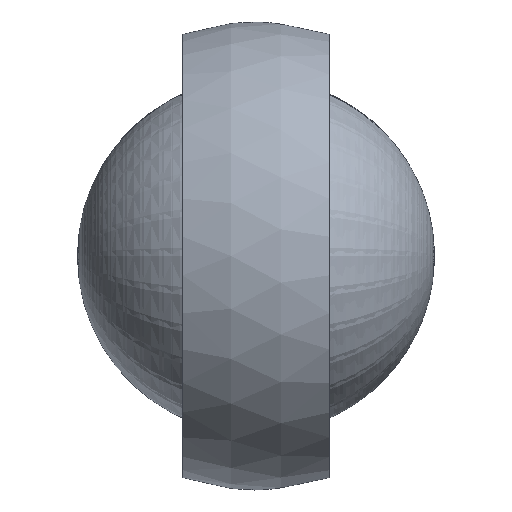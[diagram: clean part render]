
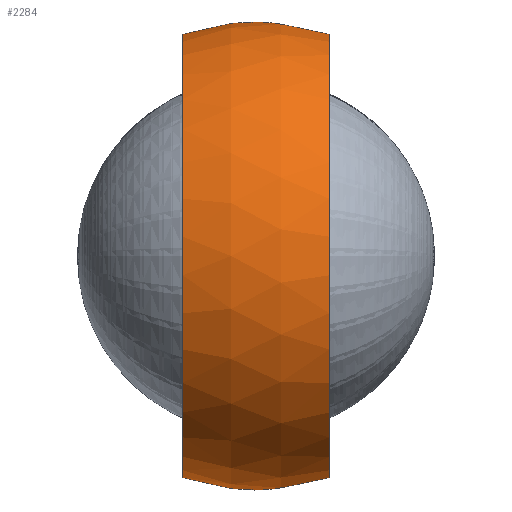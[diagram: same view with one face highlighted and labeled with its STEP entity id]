
A CAD part, front view. The second image highlights one B-rep face of the part: STEP entity #2284.
In plain terms, the highlighted spherical face has radius 59 mm.
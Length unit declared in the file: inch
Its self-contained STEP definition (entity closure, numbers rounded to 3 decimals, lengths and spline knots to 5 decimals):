
#835=SPHERICAL_SURFACE('',#2454,2.32283);
#1053=VERTEX_POINT('',#2581);
#1054=VERTEX_POINT('',#2582);
#1125=VERTEX_POINT('',#3387);
#1126=VERTEX_POINT('',#3389);
#1128=VERTEX_POINT('',#3395);
#1129=VERTEX_POINT('',#3397);
#1132=VERTEX_POINT('',#3414);
#1133=VERTEX_POINT('',#3416);
#1134=VERTEX_POINT('',#3419);
#1135=VERTEX_POINT('',#3422);
#1136=VERTEX_POINT('',#3426);
#1137=VERTEX_POINT('',#3428);
#1206=CIRCLE('',#2356,2.20569);
#1250=CIRCLE('',#2436,2.31983);
#1251=CIRCLE('',#2438,2.31983);
#1257=CIRCLE('',#2450,2.31983);
#1258=CIRCLE('',#2451,2.31983);
#1259=CIRCLE('',#2452,2.31983);
#1260=CIRCLE('',#2453,2.31983);
#1261=CIRCLE('',#2455,0.94488);
#1262=CIRCLE('',#2456,2.20569);
#1263=CIRCLE('',#2457,0.94488);
#1303=EDGE_CURVE('',#1053,#1054,#1206,.T.);
#1407=EDGE_CURVE('',#1126,#1125,#1250,.T.);
#1411=EDGE_CURVE('',#1129,#1128,#1251,.T.);
#1422=EDGE_CURVE('',#1125,#1132,#1257,.T.);
#1424=EDGE_CURVE('',#1128,#1133,#1258,.T.);
#1426=EDGE_CURVE('',#1132,#1134,#1259,.T.);
#1428=EDGE_CURVE('',#1133,#1135,#1260,.T.);
#1429=EDGE_CURVE('',#1053,#1126,#1261,.T.);
#1430=EDGE_CURVE('',#1134,#1136,#1261,.T.);
#1431=EDGE_CURVE('',#1137,#1136,#1262,.T.);
#1432=EDGE_CURVE('',#1137,#1129,#1263,.T.);
#1433=EDGE_CURVE('',#1135,#1054,#1263,.T.);
#1742=ORIENTED_EDGE('',*,*,#1303,.F.);
#1743=ORIENTED_EDGE('',*,*,#1429,.T.);
#1744=ORIENTED_EDGE('',*,*,#1407,.T.);
#1745=ORIENTED_EDGE('',*,*,#1422,.T.);
#1746=ORIENTED_EDGE('',*,*,#1426,.T.);
#1747=ORIENTED_EDGE('',*,*,#1430,.T.);
#1748=ORIENTED_EDGE('',*,*,#1431,.F.);
#1749=ORIENTED_EDGE('',*,*,#1432,.T.);
#1750=ORIENTED_EDGE('',*,*,#1411,.T.);
#1751=ORIENTED_EDGE('',*,*,#1424,.T.);
#1752=ORIENTED_EDGE('',*,*,#1428,.T.);
#1753=ORIENTED_EDGE('',*,*,#1433,.T.);
#1962=EDGE_LOOP('',(#1742,#1743,#1744,#1745,#1746,#1747,#1748,#1749,#1750,
#1751,#1752,#1753));
#2125=FACE_BOUND('',#1962,.T.);
#2284=ADVANCED_FACE('',(#2125),#835,.T.);
#2356=AXIS2_PLACEMENT_3D('',#2580,#3875,#3876);
#2436=AXIS2_PLACEMENT_3D('',#3388,#4060,#4061);
#2438=AXIS2_PLACEMENT_3D('',#3396,#4066,#4067);
#2450=AXIS2_PLACEMENT_3D('',#3415,#4089,#4090);
#2451=AXIS2_PLACEMENT_3D('',#3417,#4091,#4092);
#2452=AXIS2_PLACEMENT_3D('',#3420,#4094,#4095);
#2453=AXIS2_PLACEMENT_3D('',#3423,#4097,#4098);
#2454=AXIS2_PLACEMENT_3D('',#3424,#4099,#4100);
#2455=AXIS2_PLACEMENT_3D('',#3425,#4101,#4102);
#2456=AXIS2_PLACEMENT_3D('',#3427,#4103,#4104);
#2457=AXIS2_PLACEMENT_3D('',#3429,#4105,#4106);
#2580=CARTESIAN_POINT('',(0.,0.,0.72835));
#2581=CARTESIAN_POINT('',(-0.60192,2.12197,0.72835));
#2582=CARTESIAN_POINT('',(0.60192,2.12197,0.72835));
#3387=CARTESIAN_POINT('',(-2.31682,0.11811,0.11811));
#3388=CARTESIAN_POINT('',(0.,0.,0.11811));
#3389=CARTESIAN_POINT('',(-0.93747,2.12197,0.11811));
#3395=CARTESIAN_POINT('',(2.31682,0.11811,-0.11811));
#3396=CARTESIAN_POINT('',(0.,0.,-0.11811));
#3397=CARTESIAN_POINT('',(0.93747,2.12197,-0.11811));
#3414=CARTESIAN_POINT('',(-2.31682,0.11811,-0.11811));
#3415=CARTESIAN_POINT('',(0.,0.11811,0.));
#3416=CARTESIAN_POINT('',(2.31682,0.11811,0.11811));
#3417=CARTESIAN_POINT('',(0.,0.11811,0.));
#3419=CARTESIAN_POINT('',(-0.93747,2.12197,-0.11811));
#3420=CARTESIAN_POINT('',(0.,0.,-0.11811));
#3422=CARTESIAN_POINT('',(0.93747,2.12197,0.11811));
#3423=CARTESIAN_POINT('',(0.,0.,0.11811));
#3424=CARTESIAN_POINT('',(0.,0.,0.));
#3425=CARTESIAN_POINT('',(0.,2.12197,0.));
#3426=CARTESIAN_POINT('',(-0.60192,2.12197,-0.72835));
#3427=CARTESIAN_POINT('',(0.,0.,-0.72835));
#3428=CARTESIAN_POINT('',(0.60192,2.12197,-0.72835));
#3429=CARTESIAN_POINT('',(0.,2.12197,0.));
#3875=DIRECTION('',(0.,0.,1.));
#3876=DIRECTION('',(0.,2.206,0.));
#4060=DIRECTION('',(0.,0.,1.));
#4061=DIRECTION('',(0.,2.32,0.));
#4066=DIRECTION('',(0.,0.,-1.));
#4067=DIRECTION('',(0.,-2.32,0.));
#4089=DIRECTION('',(0.,-1.,0.));
#4090=DIRECTION('',(0.,0.,2.32));
#4091=DIRECTION('',(0.,-1.,0.));
#4092=DIRECTION('',(0.,0.,2.32));
#4094=DIRECTION('',(0.,0.,-1.));
#4095=DIRECTION('',(0.,-2.32,0.));
#4097=DIRECTION('',(0.,0.,1.));
#4098=DIRECTION('',(0.,2.32,0.));
#4099=DIRECTION('',(0.,0.,1.));
#4100=DIRECTION('',(1.,0.,0.));
#4101=DIRECTION('',(0.,-1.,0.));
#4102=DIRECTION('',(0.945,0.,0.));
#4103=DIRECTION('',(0.,0.,-1.));
#4104=DIRECTION('',(0.,-2.206,0.));
#4105=DIRECTION('',(0.,-1.,0.));
#4106=DIRECTION('',(0.945,0.,0.));
